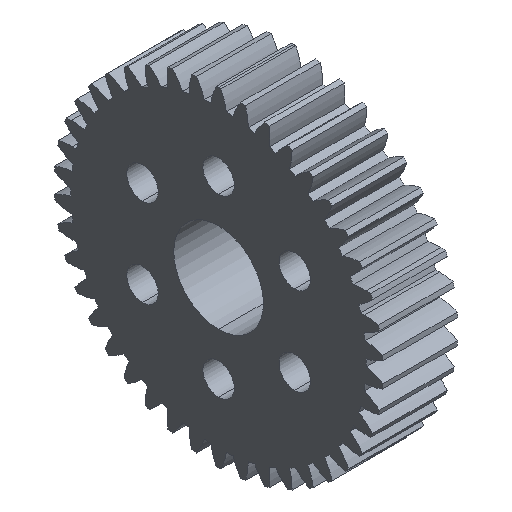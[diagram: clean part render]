
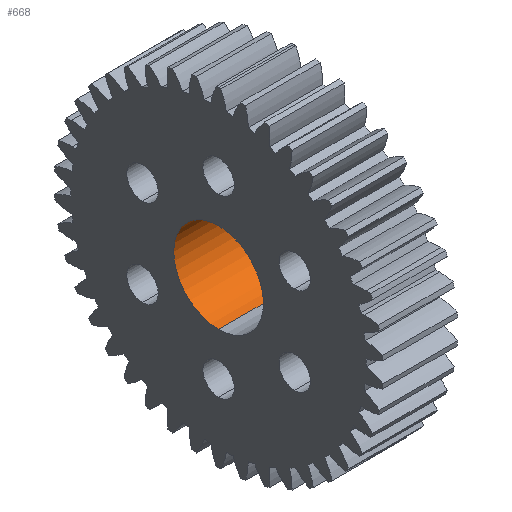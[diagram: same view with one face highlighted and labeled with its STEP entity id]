
A CAD part, isometric view. The second image highlights one B-rep face of the part: STEP entity #668.
In plain terms, the highlighted cylindrical face has radius 6 mm (diameter 12 mm), a partial arc.
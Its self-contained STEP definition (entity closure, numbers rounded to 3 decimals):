
#217 = LINE ( 'NONE', #5781, #6181 ) ;
#646 = EDGE_CURVE ( 'NONE', #6463, #3581, #5071, .T. ) ;
#668 = ADVANCED_FACE ( 'NONE', ( #3341 ), #3988, .F. ) ;
#776 = CARTESIAN_POINT ( 'NONE',  ( -0.525, 8.375, -14.003 ) ) ;
#1173 = EDGE_CURVE ( 'NONE', #3746, #3403, #217, .T. ) ;
#1184 = DIRECTION ( 'NONE',  ( 0., 0., 1. ) ) ;
#1863 = DIRECTION ( 'NONE',  ( -1., 0., 0. ) ) ;
#1962 = DIRECTION ( 'NONE',  ( 0., 0., -1. ) ) ;
#2298 = CARTESIAN_POINT ( 'NONE',  ( 9.475, 8.375, -8.003 ) ) ;
#2799 = ORIENTED_EDGE ( 'NONE', *, *, #6965, .T. ) ;
#3070 = DIRECTION ( 'NONE',  ( -1., 0., 0. ) ) ;
#3297 = CIRCLE ( 'NONE', #3320, 6. ) ;
#3320 = AXIS2_PLACEMENT_3D ( 'NONE', #2298, #3845, #1184 ) ;
#3341 = FACE_OUTER_BOUND ( 'NONE', #6095, .T. ) ;
#3403 = VERTEX_POINT ( 'NONE', #776 ) ;
#3581 = VERTEX_POINT ( 'NONE', #4126 ) ;
#3746 = VERTEX_POINT ( 'NONE', #4415 ) ;
#3845 = DIRECTION ( 'NONE',  ( 1., 0., 0. ) ) ;
#3988 = CYLINDRICAL_SURFACE ( 'NONE', #6980, 6. ) ;
#4025 = DIRECTION ( 'NONE',  ( 0., 0., 1. ) ) ;
#4126 = CARTESIAN_POINT ( 'NONE',  ( -0.525, 8.375, -2.003 ) ) ;
#4415 = CARTESIAN_POINT ( 'NONE',  ( 9.475, 8.375, -14.003 ) ) ;
#4496 = DIRECTION ( 'NONE',  ( -1., 0., 0. ) ) ;
#4794 = VECTOR ( 'NONE', #4496, 1000. ) ;
#4889 = ORIENTED_EDGE ( 'NONE', *, *, #1173, .F. ) ;
#5071 = LINE ( 'NONE', #6765, #4794 ) ;
#5118 = EDGE_CURVE ( 'NONE', #3746, #6463, #3297, .T. ) ;
#5182 = CARTESIAN_POINT ( 'NONE',  ( 9.475, 8.375, -2.003 ) ) ;
#5781 = CARTESIAN_POINT ( 'NONE',  ( 49.475, 8.375, -14.003 ) ) ;
#5813 = CARTESIAN_POINT ( 'NONE',  ( -0.525, 8.375, -8.003 ) ) ;
#5928 = CIRCLE ( 'NONE', #6164, 6. ) ;
#6095 = EDGE_LOOP ( 'NONE', ( #4889, #6419, #6534, #2799 ) ) ;
#6164 = AXIS2_PLACEMENT_3D ( 'NONE', #5813, #3070, #1962 ) ;
#6181 = VECTOR ( 'NONE', #1863, 1000. ) ;
#6187 = CARTESIAN_POINT ( 'NONE',  ( 49.475, 8.375, -8.003 ) ) ;
#6419 = ORIENTED_EDGE ( 'NONE', *, *, #5118, .T. ) ;
#6463 = VERTEX_POINT ( 'NONE', #5182 ) ;
#6534 = ORIENTED_EDGE ( 'NONE', *, *, #646, .T. ) ;
#6625 = DIRECTION ( 'NONE',  ( -1., 0., 0. ) ) ;
#6765 = CARTESIAN_POINT ( 'NONE',  ( 49.475, 8.375, -2.003 ) ) ;
#6965 = EDGE_CURVE ( 'NONE', #3581, #3403, #5928, .T. ) ;
#6980 = AXIS2_PLACEMENT_3D ( 'NONE', #6187, #6625, #4025 ) ;
